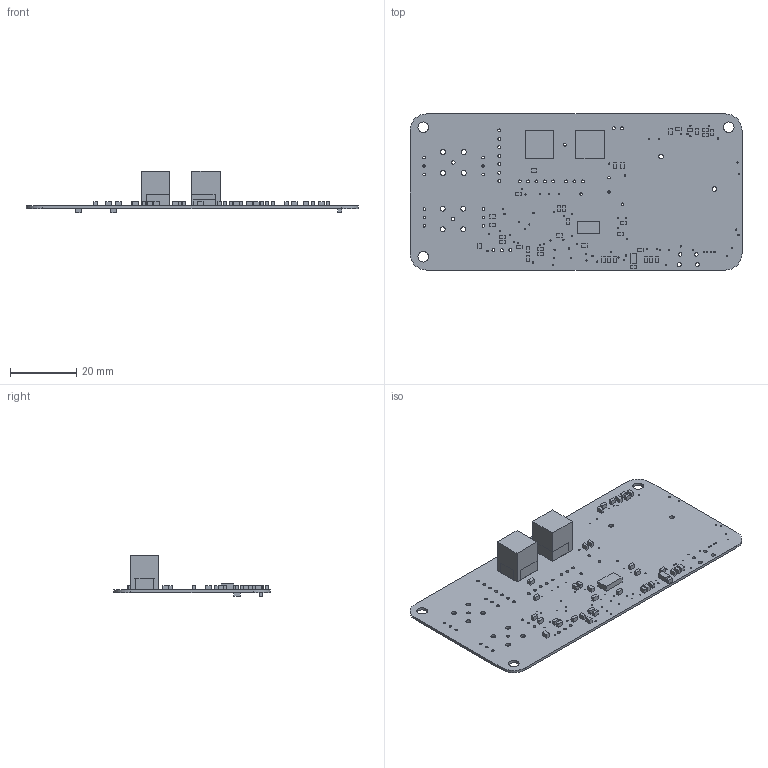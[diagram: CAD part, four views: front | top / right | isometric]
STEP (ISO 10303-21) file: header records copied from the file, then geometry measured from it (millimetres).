
FILE_DESCRIPTION(('Open CASCADE Model'),'2;1');
FILE_NAME('Open CASCADE Shape Model','2017-05-28T16:22:30',('Author'),( 'Open CASCADE'),'Open CASCADE STEP processor 6.8','Open CASCADE 6.8' ,'Unknown');
FILE_SCHEMA(('AUTOMOTIVE_DESIGN { 1 0 10303 214 1 1 1 1 }'));
Length unit declared in the file: millimetre
Products named in the file (61): PCB; Board; C1; 668546424; Extruded; C2; C3; 668546016; C4; C5; C6; C7; C8; C9; C10; C11; C12; C13; 668553632; 668546288; C14; 668546152; C15; C16; C17; D1; D2; D3; D4; D5; R1; R2; R3; R4; R5; R6; R7; R8; R9; R10 ...
Assembly tree (97 placements, depth 4):
  PCB
    Board
    C1
      668546424
        Extruded
    C2
      668546424
        Extruded
    C3
      668546016
        Extruded
    C4
      668546016
        Extruded
    C5
      668546424
        Extruded
    C6
      668546424
        Extruded
    C7
      668546016
        Extruded
    C8
      668546424
        Extruded
    C9
      668546424
        Extruded
    C10
      668546424
        Extruded
    C11
      668546424
        Extruded
    C12
      668546424
        Extruded
    C13
      668553632
        Extruded
      668546288
        Extruded
    C14
      668546152
        Extruded
      668546288
        Extruded
    C15
      668546016
        Extruded
    C16
      668546424
        Extruded
    C17
      668546424
        Extruded
    D1
      668546016
        Extruded
Bounding box: 100 x 47 x 12.6 mm (x, y, z)
Volume: 5817.9 mm3; surface area: 11681.7 mm2
Topology: 46 solids, 46 shells, 411 faces, 957 edges, 638 vertices
Faces by surface type: plane 280, cylinder 131
Full cylindrical faces by diameter (mm): 0.381 x71, 0.762 x17, 0.9 x20, 1 x2, 1.05 x2, 1.2 x2, 1.4 x2, 1.5 x8, 3.2 x3
Entity records: 14753 total; most frequent: DIRECTION 2367, CARTESIAN_POINT 2216, ORIENTED_EDGE 1026, PCURVE 1026, DEFINITIONAL_REPRESENTATION 1026, LINE 1015, VECTOR 1015, AXIS2_PLACEMENT_3D 549
